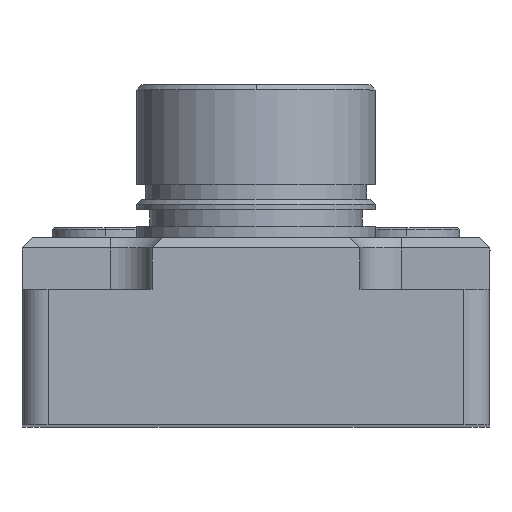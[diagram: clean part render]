
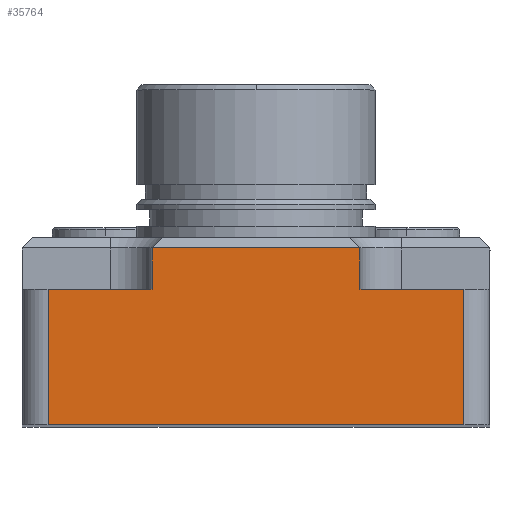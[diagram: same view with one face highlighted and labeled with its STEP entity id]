
A CAD part, top view. The second image highlights one B-rep face of the part: STEP entity #35764.
In plain terms, the highlighted planar face has unit normal (0, 0, 1).
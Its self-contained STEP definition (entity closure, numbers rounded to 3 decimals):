
#743 = ORIENTED_EDGE ( 'NONE', *, *, #4809, .T. ) ;
#2071 = ORIENTED_EDGE ( 'NONE', *, *, #13558, .T. ) ;
#2079 = LINE ( 'NONE', #5026, #13378 ) ;
#2125 = EDGE_CURVE ( 'NONE', #2657, #3461, #19805, .T. ) ;
#2657 = VERTEX_POINT ( 'NONE', #36781 ) ;
#3461 = VERTEX_POINT ( 'NONE', #41104 ) ;
#4809 = EDGE_CURVE ( 'NONE', #39369, #13835, #50749, .T. ) ;
#5026 = CARTESIAN_POINT ( 'NONE',  ( 20., -18., 100. ) ) ;
#5033 = CARTESIAN_POINT ( 'NONE',  ( -10., -5., 100. ) ) ;
#5638 = VECTOR ( 'NONE', #15039, 1000. ) ;
#6012 = VERTEX_POINT ( 'NONE', #15572 ) ;
#8043 = EDGE_CURVE ( 'NONE', #2657, #6012, #30664, .T. ) ;
#8198 = CARTESIAN_POINT ( 'NONE',  ( -10., -1., 100. ) ) ;
#8233 = CARTESIAN_POINT ( 'NONE',  ( -22.5, -18., 100. ) ) ;
#9689 = CARTESIAN_POINT ( 'NONE',  ( -20., -5., 100. ) ) ;
#10540 = VERTEX_POINT ( 'NONE', #43927 ) ;
#11153 = DIRECTION ( 'NONE',  ( 0., 1., 0. ) ) ;
#13285 = ORIENTED_EDGE ( 'NONE', *, *, #8043, .F. ) ;
#13305 = AXIS2_PLACEMENT_3D ( 'NONE', #47108, #26859, #27905 ) ;
#13378 = VECTOR ( 'NONE', #17829, 1000. ) ;
#13558 = EDGE_CURVE ( 'NONE', #10540, #6012, #2079, .T. ) ;
#13835 = VERTEX_POINT ( 'NONE', #24181 ) ;
#14399 = VECTOR ( 'NONE', #49439, 1000. ) ;
#14860 = PLANE ( 'NONE',  #13305 ) ;
#15039 = DIRECTION ( 'NONE',  ( 0., -1., 0. ) ) ;
#15572 = CARTESIAN_POINT ( 'NONE',  ( 20., -5., 100. ) ) ;
#16386 = VECTOR ( 'NONE', #40568, 1000. ) ;
#16925 = LINE ( 'NONE', #49941, #14399 ) ;
#17292 = VERTEX_POINT ( 'NONE', #43590 ) ;
#17829 = DIRECTION ( 'NONE',  ( 0., 1., 0. ) ) ;
#18178 = ORIENTED_EDGE ( 'NONE', *, *, #2125, .T. ) ;
#19122 = CARTESIAN_POINT ( 'NONE',  ( -10., -5., 100. ) ) ;
#19805 = LINE ( 'NONE', #20315, #16386 ) ;
#20315 = CARTESIAN_POINT ( 'NONE',  ( 10., -5., 100. ) ) ;
#23851 = EDGE_CURVE ( 'NONE', #17292, #39369, #41806, .T. ) ;
#23979 = DIRECTION ( 'NONE',  ( -1., 0., 0. ) ) ;
#24181 = CARTESIAN_POINT ( 'NONE',  ( -20., -18., 100. ) ) ;
#25033 = DIRECTION ( 'NONE',  ( -1., 0., 0. ) ) ;
#26313 = VECTOR ( 'NONE', #34644, 1000. ) ;
#26859 = DIRECTION ( 'NONE',  ( 0., 0., 1. ) ) ;
#26944 = EDGE_LOOP ( 'NONE', ( #43754, #743, #29679, #2071, #13285, #18178, #50297, #42548 ) ) ;
#27248 = VERTEX_POINT ( 'NONE', #8198 ) ;
#27905 = DIRECTION ( 'NONE',  ( 1., 0., 0. ) ) ;
#29209 = EDGE_CURVE ( 'NONE', #3461, #27248, #16925, .T. ) ;
#29679 = ORIENTED_EDGE ( 'NONE', *, *, #40253, .F. ) ;
#30664 = LINE ( 'NONE', #51670, #26313 ) ;
#31339 = VECTOR ( 'NONE', #11153, 1000. ) ;
#34036 = VECTOR ( 'NONE', #23979, 1000. ) ;
#34533 = VECTOR ( 'NONE', #25033, 1000. ) ;
#34644 = DIRECTION ( 'NONE',  ( 1., 0., 0. ) ) ;
#35380 = LINE ( 'NONE', #19122, #31339 ) ;
#35764 = ADVANCED_FACE ( 'NONE', ( #47639 ), #14860, .T. ) ;
#36781 = CARTESIAN_POINT ( 'NONE',  ( 10., -5., 100. ) ) ;
#38666 = EDGE_CURVE ( 'NONE', #17292, #27248, #35380, .T. ) ;
#39369 = VERTEX_POINT ( 'NONE', #9689 ) ;
#40253 = EDGE_CURVE ( 'NONE', #10540, #13835, #48748, .T. ) ;
#40568 = DIRECTION ( 'NONE',  ( 0., 1., 0. ) ) ;
#41104 = CARTESIAN_POINT ( 'NONE',  ( 10., -1., 100. ) ) ;
#41806 = LINE ( 'NONE', #5033, #34533 ) ;
#42548 = ORIENTED_EDGE ( 'NONE', *, *, #38666, .F. ) ;
#43590 = CARTESIAN_POINT ( 'NONE',  ( -10., -5., 100. ) ) ;
#43754 = ORIENTED_EDGE ( 'NONE', *, *, #23851, .T. ) ;
#43927 = CARTESIAN_POINT ( 'NONE',  ( 20., -18., 100. ) ) ;
#47108 = CARTESIAN_POINT ( 'NONE',  ( -22.5, 0., 100. ) ) ;
#47639 = FACE_OUTER_BOUND ( 'NONE', #26944, .T. ) ;
#48748 = LINE ( 'NONE', #8233, #34036 ) ;
#49439 = DIRECTION ( 'NONE',  ( -1., 0., 0. ) ) ;
#49941 = CARTESIAN_POINT ( 'NONE',  ( 10., -1., 100. ) ) ;
#50297 = ORIENTED_EDGE ( 'NONE', *, *, #29209, .T. ) ;
#50749 = LINE ( 'NONE', #51528, #5638 ) ;
#51528 = CARTESIAN_POINT ( 'NONE',  ( -20., -5., 100. ) ) ;
#51670 = CARTESIAN_POINT ( 'NONE',  ( 10., -5., 100. ) ) ;
